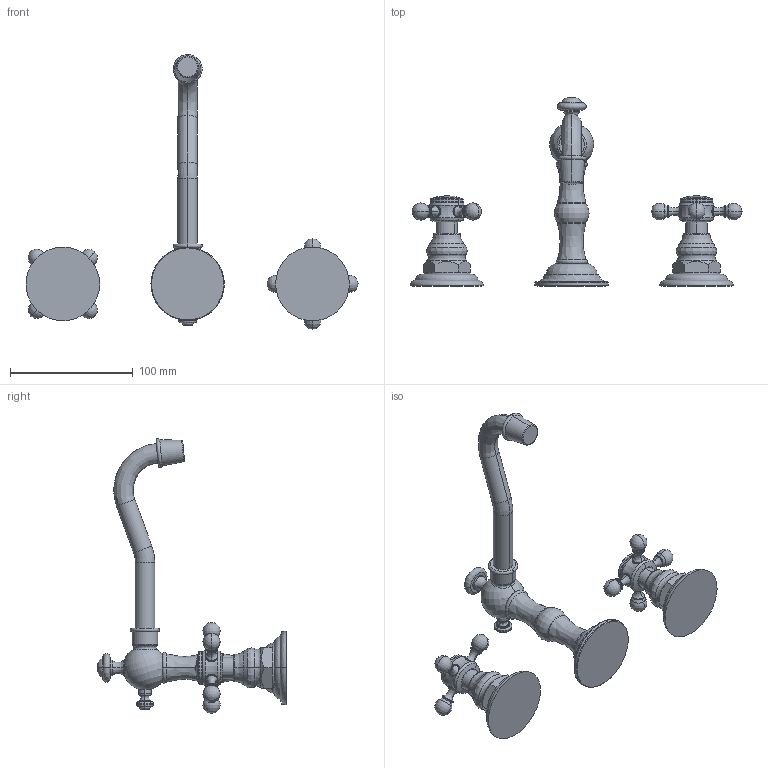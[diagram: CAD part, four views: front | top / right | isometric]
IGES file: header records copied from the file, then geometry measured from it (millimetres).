
Start section:  PTC IGES file: 930.igs
Global section: file name: 930.igs; native system: Creo Parametric by PTC Inc.; preprocessor: 2018400; author: jinson.thomas; organization: Unknown; date: 20201126.101258; units: inch
Bounding box: 270.19 x 153.02 x 223.7 mm (x, y, z)
Volume: 268970.1 mm3; surface area: 60550.1 mm2
Topology: 3 solids, 3 shells, 483 faces, 1122 edges, 654 vertices
Faces by surface type: revolution 344, bspline 131, extrusion 8
